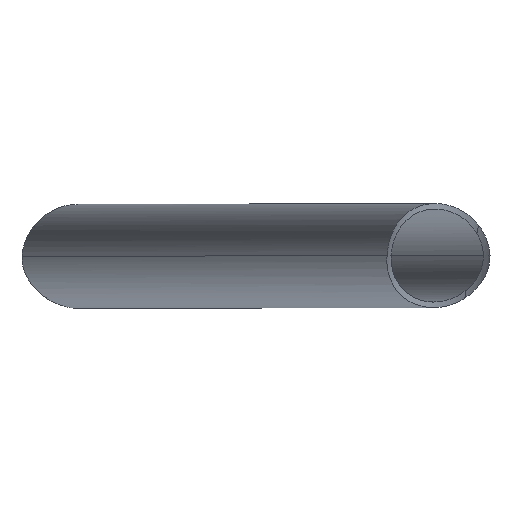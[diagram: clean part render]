
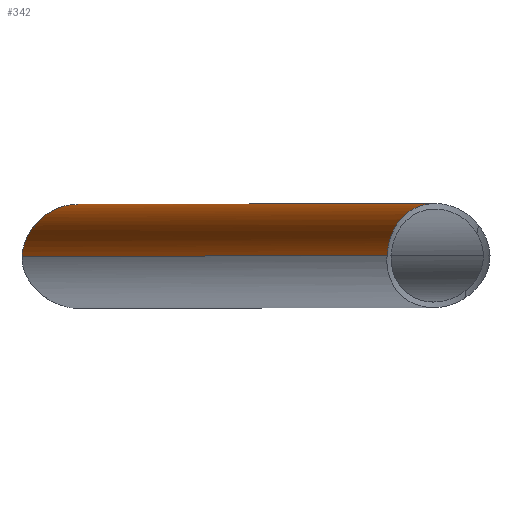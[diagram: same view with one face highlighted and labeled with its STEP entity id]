
A CAD part, left-side view. The second image highlights one B-rep face of the part: STEP entity #342.
In plain terms, the highlighted cylindrical face has radius 14 mm (diameter 28 mm), a partial arc.
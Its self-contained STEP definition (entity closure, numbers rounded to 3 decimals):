
#85=CARTESIAN_POINT('Vertex',(-1423.486,-345.997,167.998)) ;
#89=CARTESIAN_POINT('Control Point',(-1423.486,-345.997,167.998)) ;
#90=CARTESIAN_POINT('Control Point',(-1423.385,-345.984,168.471)) ;
#91=CARTESIAN_POINT('Control Point',(-1423.254,-345.948,168.936)) ;
#92=CARTESIAN_POINT('Control Point',(-1423.099,-345.89,169.393)) ;
#93=CARTESIAN_POINT('Control Point',(-1422.696,-345.706,170.452)) ;
#94=CARTESIAN_POINT('Control Point',(-1422.23,-345.422,171.463)) ;
#95=CARTESIAN_POINT('Control Point',(-1421.952,-345.227,172.034)) ;
#96=CARTESIAN_POINT('Control Point',(-1421.336,-344.74,173.251)) ;
#97=CARTESIAN_POINT('Control Point',(-1420.724,-344.118,174.407)) ;
#98=CARTESIAN_POINT('Control Point',(-1420.4,-343.743,175.017)) ;
#99=CARTESIAN_POINT('Control Point',(-1420.089,-343.331,175.608)) ;
#100=CARTESIAN_POINT('Control Point',(-1419.796,-342.88,176.178)) ;
#101=CARTESIAN_POINT('Vertex',(-1419.796,-342.88,176.178)) ;
#239=CARTESIAN_POINT('Axis2P3D Location',(-1029.917,-283.114,167.876)) ;
#244=CARTESIAN_POINT('Line Origine',(-1028.195,-297.008,167.876)) ;
#248=CARTESIAN_POINT('Vertex',(-633.427,-248.083,167.754)) ;
#252=CARTESIAN_POINT('Control Point',(-633.427,-248.083,167.754)) ;
#253=CARTESIAN_POINT('Control Point',(-633.231,-248.059,168.185)) ;
#254=CARTESIAN_POINT('Control Point',(-633.061,-248.021,168.627)) ;
#255=CARTESIAN_POINT('Control Point',(-632.925,-247.969,169.081)) ;
#256=CARTESIAN_POINT('Control Point',(-632.728,-247.824,170.082)) ;
#257=CARTESIAN_POINT('Control Point',(-632.75,-247.61,171.092)) ;
#258=CARTESIAN_POINT('Control Point',(-632.828,-247.476,171.625)) ;
#259=CARTESIAN_POINT('Control Point',(-633.246,-246.991,173.289)) ;
#260=CARTESIAN_POINT('Control Point',(-634.068,-246.345,174.763)) ;
#261=CARTESIAN_POINT('Control Point',(-634.692,-245.833,175.687)) ;
#262=CARTESIAN_POINT('Control Point',(-636.243,-244.445,177.72)) ;
#263=CARTESIAN_POINT('Control Point',(-637.836,-242.629,179.357)) ;
#264=CARTESIAN_POINT('Control Point',(-638.714,-241.432,180.168)) ;
#265=CARTESIAN_POINT('Control Point',(-640.088,-239.11,181.268)) ;
#266=CARTESIAN_POINT('Control Point',(-641.081,-236.433,181.751)) ;
#267=CARTESIAN_POINT('Control Point',(-641.411,-235.265,181.831)) ;
#268=CARTESIAN_POINT('Control Point',(-641.835,-233.06,181.733)) ;
#269=CARTESIAN_POINT('Control Point',(-641.898,-230.883,181.197)) ;
#270=CARTESIAN_POINT('Control Point',(-641.848,-229.907,180.862)) ;
#271=CARTESIAN_POINT('Control Point',(-641.569,-227.788,179.926)) ;
#272=CARTESIAN_POINT('Control Point',(-640.959,-225.923,178.649)) ;
#273=CARTESIAN_POINT('Control Point',(-640.53,-224.978,177.852)) ;
#274=CARTESIAN_POINT('Control Point',(-640.035,-224.133,176.992)) ;
#275=CARTESIAN_POINT('Control Point',(-639.489,-223.387,176.082)) ;
#276=CARTESIAN_POINT('Vertex',(-639.489,-223.387,176.082)) ;
#280=CARTESIAN_POINT('Control Point',(-634.929,-220.055,167.754)) ;
#281=CARTESIAN_POINT('Control Point',(-635.05,-220.07,168.186)) ;
#282=CARTESIAN_POINT('Control Point',(-635.205,-220.106,168.609)) ;
#283=CARTESIAN_POINT('Control Point',(-635.38,-220.16,169.022)) ;
#284=CARTESIAN_POINT('Control Point',(-635.852,-220.334,170.027)) ;
#285=CARTESIAN_POINT('Control Point',(-636.384,-220.597,170.982)) ;
#286=CARTESIAN_POINT('Control Point',(-636.711,-220.784,171.542)) ;
#287=CARTESIAN_POINT('Control Point',(-637.49,-221.291,172.838)) ;
#288=CARTESIAN_POINT('Control Point',(-638.259,-221.949,174.072)) ;
#289=CARTESIAN_POINT('Control Point',(-638.69,-222.379,174.765)) ;
#290=CARTESIAN_POINT('Control Point',(-639.103,-222.858,175.436)) ;
#291=CARTESIAN_POINT('Control Point',(-639.489,-223.387,176.082)) ;
#292=CARTESIAN_POINT('Vertex',(-634.929,-220.055,167.754)) ;
#295=CARTESIAN_POINT('Line Origine',(-1031.639,-269.22,167.876)) ;
#299=CARTESIAN_POINT('Vertex',(-1427.579,-318.29,167.998)) ;
#303=CARTESIAN_POINT('Control Point',(-1427.579,-318.29,167.998)) ;
#304=CARTESIAN_POINT('Control Point',(-1427.753,-318.311,168.287)) ;
#305=CARTESIAN_POINT('Control Point',(-1427.915,-318.339,168.583)) ;
#306=CARTESIAN_POINT('Control Point',(-1428.062,-318.373,168.887)) ;
#307=CARTESIAN_POINT('Control Point',(-1428.353,-318.466,169.602)) ;
#308=CARTESIAN_POINT('Control Point',(-1428.51,-318.596,170.355)) ;
#309=CARTESIAN_POINT('Control Point',(-1428.544,-318.681,170.784)) ;
#310=CARTESIAN_POINT('Control Point',(-1428.497,-318.859,171.586)) ;
#311=CARTESIAN_POINT('Control Point',(-1428.287,-319.069,172.352)) ;
#312=CARTESIAN_POINT('Control Point',(-1428.16,-319.173,172.698)) ;
#313=CARTESIAN_POINT('Control Point',(-1427.661,-319.544,173.832)) ;
#314=CARTESIAN_POINT('Control Point',(-1426.981,-319.982,174.851)) ;
#315=CARTESIAN_POINT('Control Point',(-1426.473,-320.327,175.526)) ;
#316=CARTESIAN_POINT('Control Point',(-1425.265,-321.205,176.991)) ;
#317=CARTESIAN_POINT('Control Point',(-1424.014,-322.294,178.272)) ;
#318=CARTESIAN_POINT('Control Point',(-1423.316,-322.978,178.939)) ;
#319=CARTESIAN_POINT('Control Point',(-1422.117,-324.31,180.)) ;
#320=CARTESIAN_POINT('Control Point',(-1421.016,-325.865,180.833)) ;
#321=CARTESIAN_POINT('Control Point',(-1420.564,-326.577,181.146)) ;
#322=CARTESIAN_POINT('Control Point',(-1419.575,-328.341,181.754)) ;
#323=CARTESIAN_POINT('Control Point',(-1418.794,-330.289,182.034)) ;
#324=CARTESIAN_POINT('Control Point',(-1418.431,-331.455,182.073)) ;
#325=CARTESIAN_POINT('Control Point',(-1417.951,-333.65,181.897)) ;
#326=CARTESIAN_POINT('Control Point',(-1417.834,-335.809,181.284)) ;
#327=CARTESIAN_POINT('Control Point',(-1417.859,-336.774,180.913)) ;
#328=CARTESIAN_POINT('Control Point',(-1418.07,-338.779,179.939)) ;
#329=CARTESIAN_POINT('Control Point',(-1418.585,-340.542,178.649)) ;
#330=CARTESIAN_POINT('Control Point',(-1418.937,-341.41,177.88)) ;
#331=CARTESIAN_POINT('Control Point',(-1419.346,-342.189,177.053)) ;
#332=CARTESIAN_POINT('Control Point',(-1419.796,-342.88,176.178)) ;
#240=DIRECTION('Axis2P3D Direction',(-0.992,-0.123,0.)) ;
#241=DIRECTION('Axis2P3D XDirection',(0.123,-0.992,0.)) ;
#245=DIRECTION('Vector Direction',(-0.992,-0.123,0.)) ;
#296=DIRECTION('Vector Direction',(-0.992,-0.123,0.)) ;
#242=AXIS2_PLACEMENT_3D('Cylinder Axis2P3D',#239,#240,#241) ;
#335=ORIENTED_EDGE('',*,*,#250,.F.) ;
#336=ORIENTED_EDGE('',*,*,#278,.T.) ;
#337=ORIENTED_EDGE('',*,*,#294,.F.) ;
#338=ORIENTED_EDGE('',*,*,#301,.T.) ;
#339=ORIENTED_EDGE('',*,*,#333,.T.) ;
#340=ORIENTED_EDGE('',*,*,#103,.F.) ;
#246=VECTOR('Line Direction',#245,1.) ;
#297=VECTOR('Line Direction',#296,1.) ;
#342=ADVANCED_FACE('Corps principal',(#341),#243,.T.) ;
#88=B_SPLINE_CURVE_WITH_KNOTS('',5,(#89,#90,#91,#92,#93,#94,#95,#96,#97,#98,#99,#100),.UNSPECIFIED.,.F.,.U.,(6,3,3,6),(0.,3.419,8.108,13.649),.UNSPECIFIED.) ;
#251=B_SPLINE_CURVE_WITH_KNOTS('',5,(#252,#253,#254,#255,#256,#257,#258,#259,#260,#261,#262,#263,#264,#265,#266,#267,#268,#269,#270,#271,#272,#273,#274,#275),.UNSPECIFIED.,.F.,.U.,(6,3,3,3,3,3,3,6),(0.,3.352,7.248,15.915,27.746,36.25,43.493,52.668),.UNSPECIFIED.) ;
#279=B_SPLINE_CURVE_WITH_KNOTS('',5,(#280,#281,#282,#283,#284,#285,#286,#287,#288,#289,#290,#291),.UNSPECIFIED.,.F.,.U.,(6,3,3,6),(0.,3.179,7.939,14.444),.UNSPECIFIED.) ;
#302=B_SPLINE_CURVE_WITH_KNOTS('',5,(#303,#304,#305,#306,#307,#308,#309,#310,#311,#312,#313,#314,#315,#316,#317,#318,#319,#320,#321,#322,#323,#324,#325,#326,#327,#328,#329,#330,#331,#332),.UNSPECIFIED.,.F.,.U.,(6,3,3,3,3,3,3,3,3,6),(0.,2.388,5.484,8.172,14.616,22.946,29.281,37.82,45.068,53.573),.UNSPECIFIED.) ;
#243=CYLINDRICAL_SURFACE('generated cylinder',#242,14.) ;
#103=EDGE_CURVE('',#86,#102,#88,.T.) ;
#250=EDGE_CURVE('',#249,#86,#247,.T.) ;
#278=EDGE_CURVE('',#249,#277,#251,.T.) ;
#294=EDGE_CURVE('',#293,#277,#279,.T.) ;
#301=EDGE_CURVE('',#293,#300,#298,.T.) ;
#333=EDGE_CURVE('',#300,#102,#302,.T.) ;
#334=EDGE_LOOP('',(#335,#336,#337,#338,#339,#340)) ;
#341=FACE_OUTER_BOUND('',#334,.T.) ;
#247=LINE('Line',#244,#246) ;
#298=LINE('Line',#295,#297) ;
#86=VERTEX_POINT('',#85) ;
#102=VERTEX_POINT('',#101) ;
#249=VERTEX_POINT('',#248) ;
#277=VERTEX_POINT('',#276) ;
#293=VERTEX_POINT('',#292) ;
#300=VERTEX_POINT('',#299) ;
